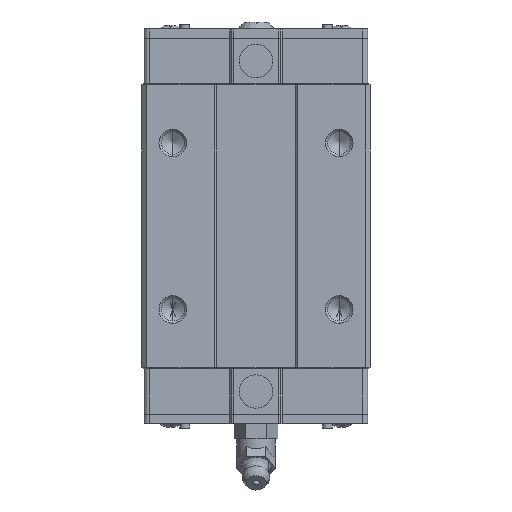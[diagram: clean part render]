
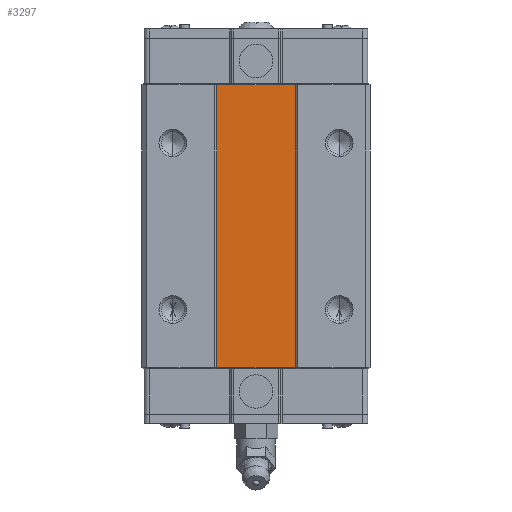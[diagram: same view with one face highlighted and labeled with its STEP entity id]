
A CAD part, front view. The second image highlights one B-rep face of the part: STEP entity #3297.
In plain terms, the highlighted planar face has unit normal (0, -1, 0).
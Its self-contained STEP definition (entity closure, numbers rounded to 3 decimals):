
#2174 = EDGE_LOOP ( 'NONE', ( #18567, #24844, #2768, #6455 ) ) ;
#2474 = EDGE_CURVE ( 'NONE', #24513, #13980, #17681, .T. ) ;
#2768 = ORIENTED_EDGE ( 'NONE', *, *, #24024, .T. ) ;
#3153 = CARTESIAN_POINT ( 'NONE',  ( -8.25, -16., -29.75 ) ) ;
#3297 = ADVANCED_FACE ( 'NONE', ( #6357 ), #17152, .F. ) ;
#3432 = CARTESIAN_POINT ( 'NONE',  ( 8.25, -16., -30. ) ) ;
#3588 = DIRECTION ( 'NONE',  ( 0., 0., 1. ) ) ;
#4906 = AXIS2_PLACEMENT_3D ( 'NONE', #25307, #23611, #23761 ) ;
#5071 = DIRECTION ( 'NONE',  ( 1., 0., 0. ) ) ;
#5298 = LINE ( 'NONE', #12012, #6414 ) ;
#6357 = FACE_OUTER_BOUND ( 'NONE', #2174, .T. ) ;
#6414 = VECTOR ( 'NONE', #24916, 1000. ) ;
#6455 = ORIENTED_EDGE ( 'NONE', *, *, #13588, .F. ) ;
#9336 = VERTEX_POINT ( 'NONE', #11857 ) ;
#11146 = CARTESIAN_POINT ( 'NONE',  ( 8.25, -16., 29.75 ) ) ;
#11237 = EDGE_CURVE ( 'NONE', #13718, #13980, #27117, .T. ) ;
#11857 = CARTESIAN_POINT ( 'NONE',  ( -8.25, -16., 29.75 ) ) ;
#12012 = CARTESIAN_POINT ( 'NONE',  ( -8.25, -16., 29.75 ) ) ;
#12279 = LINE ( 'NONE', #14644, #18708 ) ;
#12659 = CARTESIAN_POINT ( 'NONE',  ( 8.25, -16., -29.75 ) ) ;
#12685 = VECTOR ( 'NONE', #27397, 1000. ) ;
#13588 = EDGE_CURVE ( 'NONE', #24513, #9336, #12279, .T. ) ;
#13718 = VERTEX_POINT ( 'NONE', #11146 ) ;
#13980 = VERTEX_POINT ( 'NONE', #12659 ) ;
#14644 = CARTESIAN_POINT ( 'NONE',  ( -8.25, -16., -30. ) ) ;
#17152 = PLANE ( 'NONE',  #4906 ) ;
#17681 = LINE ( 'NONE', #26764, #20056 ) ;
#18567 = ORIENTED_EDGE ( 'NONE', *, *, #2474, .T. ) ;
#18708 = VECTOR ( 'NONE', #3588, 1000. ) ;
#20056 = VECTOR ( 'NONE', #5071, 1000. ) ;
#23611 = DIRECTION ( 'NONE',  ( 0., 1., 0. ) ) ;
#23761 = DIRECTION ( 'NONE',  ( -1., 0., 0. ) ) ;
#24024 = EDGE_CURVE ( 'NONE', #13718, #9336, #5298, .T. ) ;
#24513 = VERTEX_POINT ( 'NONE', #3153 ) ;
#24844 = ORIENTED_EDGE ( 'NONE', *, *, #11237, .F. ) ;
#24916 = DIRECTION ( 'NONE',  ( -1., 0., 0. ) ) ;
#25307 = CARTESIAN_POINT ( 'NONE',  ( -8.25, -16., -30. ) ) ;
#26764 = CARTESIAN_POINT ( 'NONE',  ( -24., -16., -29.75 ) ) ;
#27117 = LINE ( 'NONE', #3432, #12685 ) ;
#27397 = DIRECTION ( 'NONE',  ( 0., 0., -1. ) ) ;
